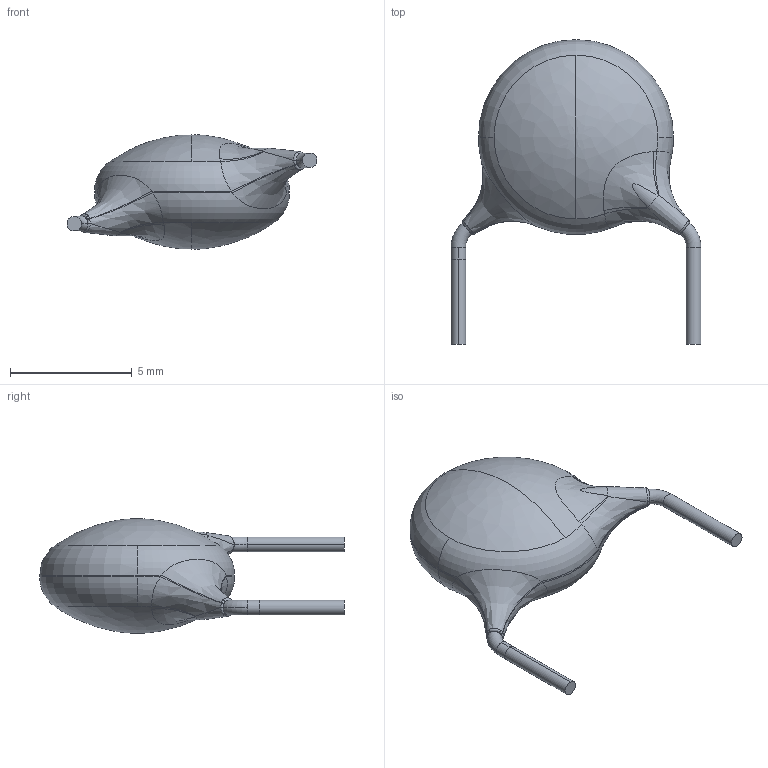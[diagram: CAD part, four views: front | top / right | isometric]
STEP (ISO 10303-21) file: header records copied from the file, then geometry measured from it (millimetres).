
FILE_DESCRIPTION (( 'STEP AP214' ), '1' );
FILE_NAME ('User Library-Y1222.STEP', '2021-03-05T06:21:11', ( '' ), ( '' ), 'SwSTEP 2.0', 'SolidWorks 2020', '' );
FILE_SCHEMA (( 'AUTOMOTIVE_DESIGN' ));
Length unit declared in the file: millimetre
Products named in the file (1): User Library-Y1222
Bounding box: 10.26 x 12.5 x 4.7 mm (x, y, z)
Volume: 166.1 mm3; surface area: 181.4 mm2
Topology: 2 solids, 2 shells, 73 faces, 171 edges, 98 vertices
Faces by surface type: bspline 32, torus 16, cylinder 14, cone 6, plane 5
Entity records: 3774 total; most frequent: CARTESIAN_POINT 1461, ORIENTED_EDGE 334, DIRECTION 284, EDGE_CURVE 167, AXIS2_PLACEMENT_3D 135, VERTEX_POINT 98, CIRCLE 93, UNCERTAINTY_MEASURE_WITH_UNIT 77
